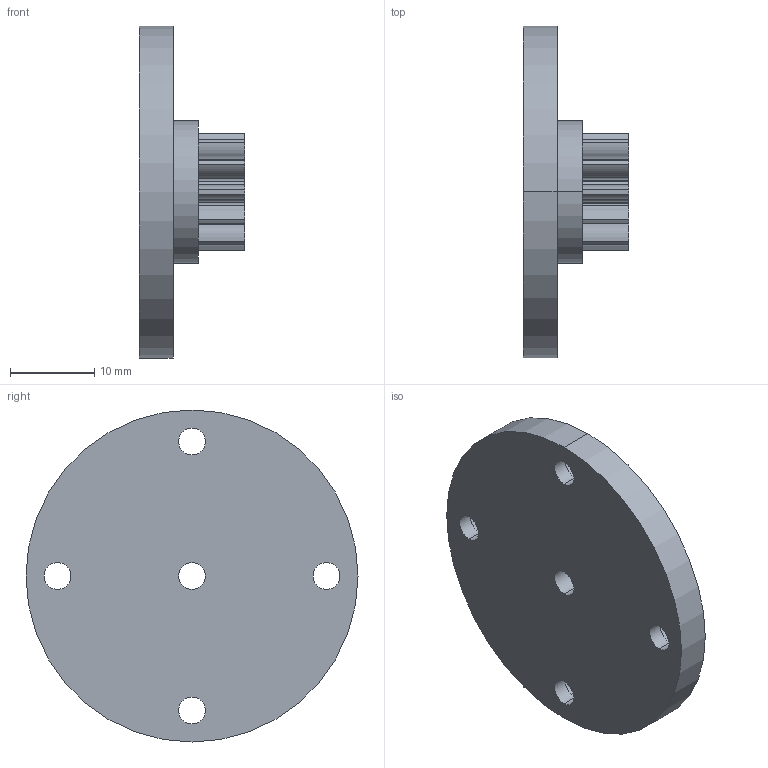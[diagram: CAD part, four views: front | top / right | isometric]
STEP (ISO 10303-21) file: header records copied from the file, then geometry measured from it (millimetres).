
FILE_DESCRIPTION (( 'STEP AP214' ), '1' );
FILE_NAME ('sun_6.5_1_J4.STEP', '2021-04-07T10:07:53', ( '' ), ( '' ), 'SwSTEP 2.0', 'SolidWorks 2020', '' );
FILE_SCHEMA (( 'AUTOMOTIVE_DESIGN' ));
Length unit declared in the file: millimetre
Products named in the file (1): sun_6.5_1_J4
Bounding box: 12.5 x 39.5 x 39.5 mm (x, y, z)
Volume: 5817.1 mm3; surface area: 3768.7 mm2
Topology: 1 solids, 1 shells, 107 faces, 297 edges, 198 vertices
Faces by surface type: cylinder 75, bspline 24, plane 8
Entity records: 5043 total; most frequent: CARTESIAN_POINT 2259, ORIENTED_EDGE 594, DIRECTION 567, EDGE_CURVE 297, AXIS2_PLACEMENT_3D 234, VERTEX_POINT 198, CIRCLE 150, EDGE_LOOP 123
